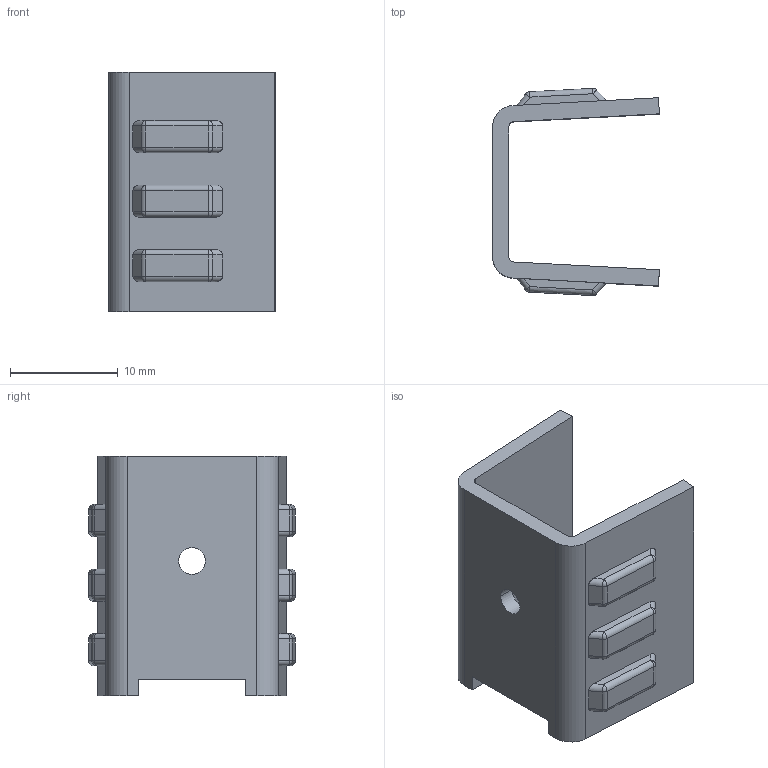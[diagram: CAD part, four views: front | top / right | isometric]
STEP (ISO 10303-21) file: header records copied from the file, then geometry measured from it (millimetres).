
FILE_DESCRIPTION (( 'STEP AP214' ), '1' );
FILE_NAME ('C43DBA41-33AD-420E-B131-27456931D2A7.STEP', '2023-11-22T02:52:20', ( '' ), ( '' ), 'SwSTEP 2.0', 'SolidWorks 2022', '' );
FILE_SCHEMA (( 'AUTOMOTIVE_DESIGN' ));
Length unit declared in the file: millimetre
Products named in the file (1): C43DBA41-33AD-420E-B131-27456931D2A7
Bounding box: 15.5 x 19.24 x 22.3 mm (x, y, z)
Volume: 1558.7 mm3; surface area: 2188.4 mm2
Topology: 1 solids, 1 shells, 122 faces, 270 edges, 156 vertices
Faces by surface type: cylinder 54, plane 44, sphere 24
Entity records: 3680 total; most frequent: CARTESIAN_POINT 957, DIRECTION 576, ORIENTED_EDGE 540, EDGE_CURVE 270, AXIS2_PLACEMENT_3D 207, VECTOR 162, LINE 162, VERTEX_POINT 156
